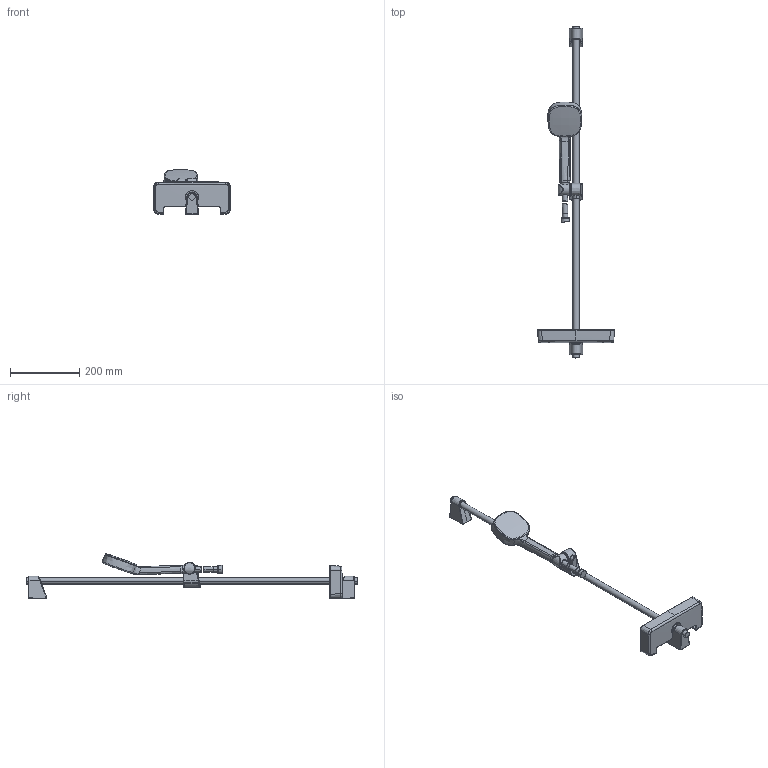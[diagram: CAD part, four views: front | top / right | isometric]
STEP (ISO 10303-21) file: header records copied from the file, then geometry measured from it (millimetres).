
FILE_DESCRIPTION (( 'STEP AP203' ), '1' );
FILE_NAME ('44790111.STEP', '2018-09-11T10:58:30', ( '' ), ( '' ), 'SwSTEP 2.0', 'SolidWorks 2016', '' );
FILE_SCHEMA (( 'CONFIG_CONTROL_DESIGN' ));
Length unit declared in the file: millimetre
Products named in the file (1): 44790111
Bounding box: 221.91 x 960 x 128.94 mm (x, y, z)
Volume: 983100.7 mm3; surface area: 231706.9 mm2
Topology: 12 solids, 12 shells, 715 faces, 1686 edges, 976 vertices
Faces by surface type: bspline 461, torus 92, cylinder 57, plane 55, sphere 27, cone 23
Entity records: 55995 total; most frequent: CARTESIAN_POINT 43212, ORIENTED_EDGE 3310, DIRECTION 1742, EDGE_CURVE 1655, VERTEX_POINT 970, B_SPLINE_CURVE_WITH_KNOTS 929, AXIS2_PLACEMENT_3D 816, EDGE_LOOP 721
